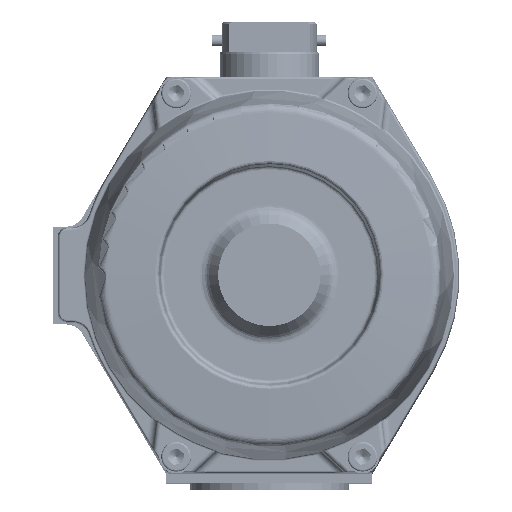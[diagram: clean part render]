
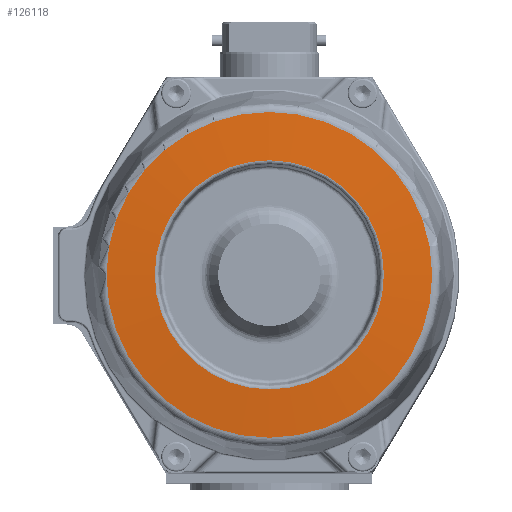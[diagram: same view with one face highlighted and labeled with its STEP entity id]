
A CAD part, top view. The second image highlights one B-rep face of the part: STEP entity #126118.
In plain terms, the highlighted conical face has half-angle 86 degrees and reference radius 14.301 mm.
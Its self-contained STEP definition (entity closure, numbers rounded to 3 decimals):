
#126091=CARTESIAN_POINT('',(0.,-76.398,0.));
#126092=DIRECTION('',(0.0,1.0,0.0));
#126093=DIRECTION('',(1.0,0.0,0.0));
#126094=AXIS2_PLACEMENT_3D('',#126091,#126092,#126093);
#126095=CONICAL_SURFACE('',#126094,14.301,86.);
#126096=CARTESIAN_POINT('',(0.,-71.289,87.373));
#126097=VERTEX_POINT('',#126096);
#126098=CARTESIAN_POINT('',(0.,-71.289,0.));
#126099=DIRECTION('',(0.0,1.0,0.0));
#126100=DIRECTION('',(1.0,0.0,0.0));
#126101=AXIS2_PLACEMENT_3D('',#126098,#126099,#126100);
#126102=CIRCLE('',#126101,87.373);
#126103=EDGE_CURVE('',#126097,#126097,#126102,.F.);
#126104=ORIENTED_EDGE('',*,*,#126103,.T.);
#126105=EDGE_LOOP('',(#126104));
#126106=FACE_OUTER_BOUND('',#126105,.T.);
#126107=CARTESIAN_POINT('',(0.,-73.1,61.471));
#126108=VERTEX_POINT('',#126107);
#126109=CARTESIAN_POINT('',(0.,-73.1,0.));
#126110=DIRECTION('',(0.0,1.0,0.0));
#126111=DIRECTION('',(1.0,0.0,0.0));
#126112=AXIS2_PLACEMENT_3D('',#126109,#126110,#126111);
#126113=CIRCLE('',#126112,61.471);
#126114=EDGE_CURVE('',#126108,#126108,#126113,.T.);
#126115=ORIENTED_EDGE('',*,*,#126114,.T.);
#126116=EDGE_LOOP('',(#126115));
#126117=FACE_BOUND('',#126116,.T.);
#126118=ADVANCED_FACE('',(#126106,#126117),#126095,.T.);
